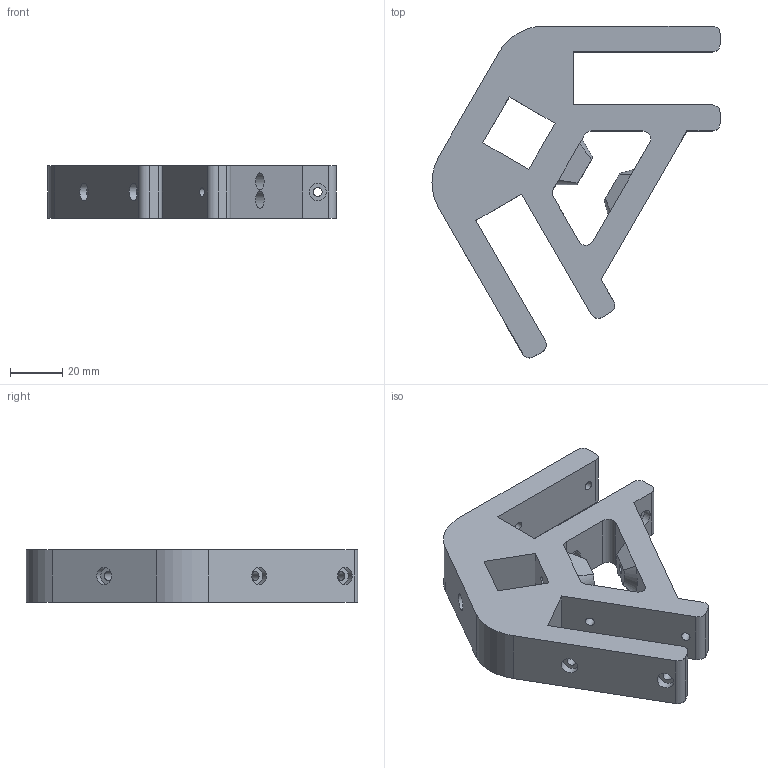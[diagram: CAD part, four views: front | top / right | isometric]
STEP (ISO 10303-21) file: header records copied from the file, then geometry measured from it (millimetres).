
FILE_DESCRIPTION(/* description */ ('STEP AP242','CAx-IF Rec.Pracs.---Representation and Presentation of Product Manufacturing Information (PMI)---4.0---2014-10-13','CAx-IF Rec.Pracs.---3D Tessellated Geometry---0.4---2014-09-14','2;1'),/* implementation_level */ '2;1');
FILE_NAME(/* name */ '657f790771f4d123be972c36',/* time_stamp */ '2023-12-17T22:41:12Z',/* author */ (''),/* organization */ (''),/* preprocessor_version */ 'ST-DEVELOPER v19.4',/* originating_system */ ' ',/* authorisation */ ' ');
FILE_SCHEMA (('AP242_MANAGED_MODEL_BASED_3D_ENGINEERING_MIM_LF { 1 0 10303 442 1 1 4 }'));
Length unit declared in the file: metre
Products named in the file (1): Top V
Bounding box: 109.81 x 126.49 x 20 mm (x, y, z)
Volume: 102141.4 mm3; surface area: 28858.4 mm2
Topology: 1 solids, 1 shells, 102 faces, 268 edges, 178 vertices
Faces by surface type: plane 50, cylinder 40, bspline 8, cone 4
Full cylindrical faces by diameter (mm): 3.4 x12, 4.5 x2, 6.5 x12
Entity records: 3188 total; most frequent: CARTESIAN_POINT 691, DIRECTION 502, ORIENTED_EDGE 464, EDGE_CURVE 232, AXIS2_PLACEMENT_3D 187, VERTEX_POINT 174, FACE_BOUND 174, EDGE_LOOP 172
